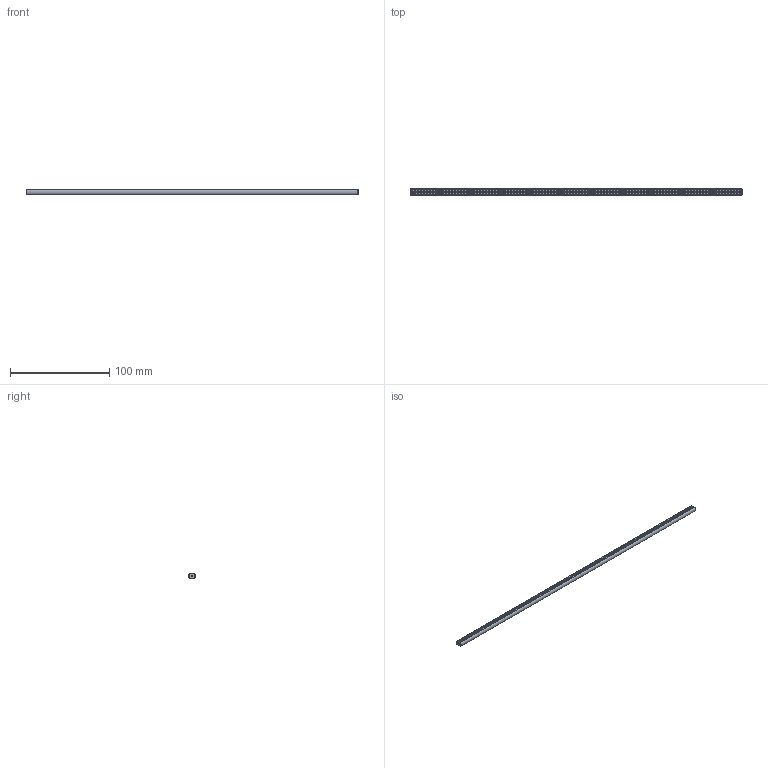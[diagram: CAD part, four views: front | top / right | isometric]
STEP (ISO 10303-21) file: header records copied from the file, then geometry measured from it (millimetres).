
FILE_DESCRIPTION(('FreeCAD Model'),'2;1');
FILE_NAME('Open CASCADE Shape Model','2024-06-18T17:37:56',(''),(''), 'Open CASCADE STEP processor 7.6','FreeCAD','Unknown');
FILE_SCHEMA(('AUTOMOTIVE_DESIGN { 1 0 10303 214 1 1 1 1 }'));
Length unit declared in the file: millimetre
Products named in the file (1): Shaft IDX BU26.75 - SPN-SFT-0227 (stemfie.org)
Bounding box: 334.38 x 6.6 x 5 mm (x, y, z)
Volume: 7632.6 mm3; surface area: 9588.4 mm2
Topology: 1 solids, 1 shells, 992 faces, 3101 edges, 1922 vertices
Faces by surface type: cylinder 324, plane 314, cone 218, extrusion 136
Full cylindrical faces by diameter (mm): 2 x322
Entity records: 35581 total; most frequent: CARTESIAN_POINT 6832, ORIENTED_EDGE 6202, DIRECTION 5989, EDGE_CURVE 3101, AXIS2_PLACEMENT_3D 2167, VERTEX_POINT 1922, VECTOR 1655, LINE 1519
